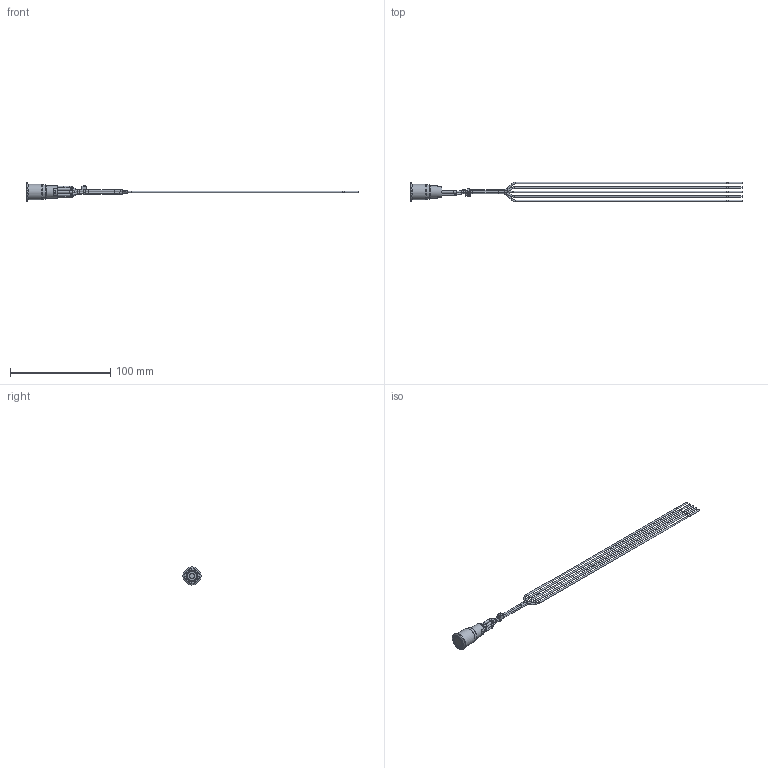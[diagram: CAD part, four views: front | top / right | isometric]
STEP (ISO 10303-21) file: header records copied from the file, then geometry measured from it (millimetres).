
FILE_DESCRIPTION(/* description */ ('','CAx-IF Rec.Pracs.---Representation and Presentation of Product Manufacturing Information (PMI)---4.0---2014-10-13'),/* implementation_level */ '2;1');
FILE_NAME(/* name */ 'PV3FWB0xx-3xx.stp',/* time_stamp */ '2019-06-12T13:33:38-05:00',/* author */ ('mroman'),/* organization */ (''),/* preprocessor_version */ 'ST-DEVELOPER v17',/* originating_system */ 'Autodesk Inventor 2018',/* authorisation */ '');
FILE_SCHEMA (('AP242_MANAGED_MODEL_BASED_3D_ENGINEERING_MIM_LF { 1 0 10303 442 1 1 4 }'));
Length unit declared in the file: millimetre
Products named in the file (1): PV3FWB0xx-3xx
Bounding box: 331.55 x 19.2 x 18 mm (x, y, z)
Volume: 7210.8 mm3; surface area: 11810.2 mm2
Topology: 1 solids, 2 shells, 544 faces, 1488 edges, 983 vertices
Faces by surface type: plane 291, cylinder 123, bspline 72, torus 39, cone 11, sphere 8
Full cylindrical faces by diameter (mm): 1.2 x10, 1.6 x40, 2.4 x9, 5.2 x1, 7 x1, 7.3 x1, 8.1 x1, 9 x1, 9.2 x1, 9.6 x1, 10.4 x2, 12 x1, 12.2 x1, 14.3 x1, 15 x1, 15.9 x1, 18 x1
Entity records: 18494 total; most frequent: CARTESIAN_POINT 4569, ORIENTED_EDGE 2976, DIRECTION 2763, EDGE_CURVE 1488, VERTEX_POINT 983, AXIS2_PLACEMENT_3D 964, LINE 843, VECTOR 843
